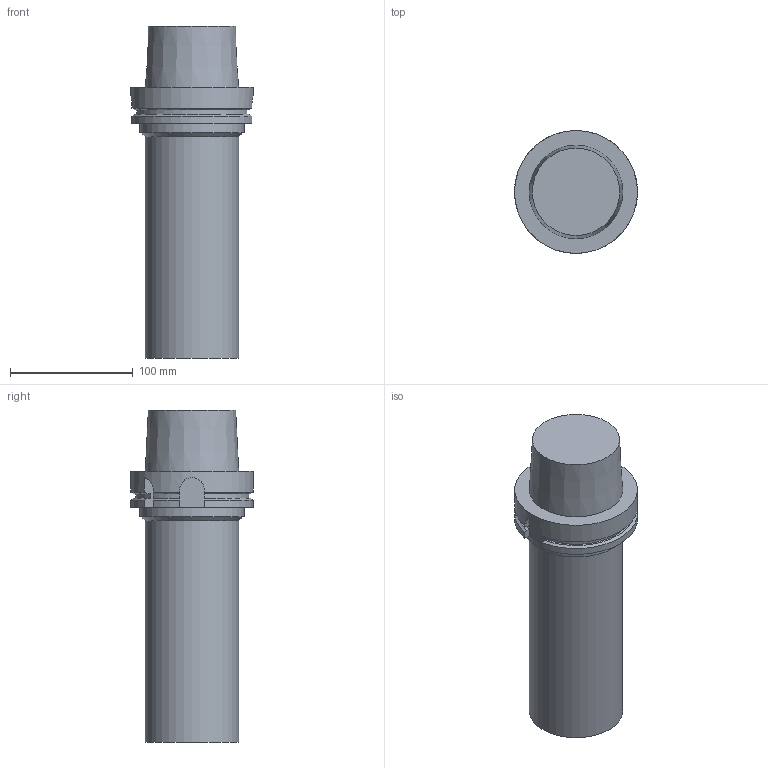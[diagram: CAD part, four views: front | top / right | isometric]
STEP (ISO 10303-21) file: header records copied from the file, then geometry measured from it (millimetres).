
FILE_DESCRIPTION((''),'1');
FILE_NAME('HSK-A100-SDF57-76-220.stp','2022-10-03T04:50:05',(''),(''),'Spatial Interop R21 SP3','Kubotek KeyCreator 2011 V10.0.2 (22737)',' ');
FILE_SCHEMA(('automotive_design'));
Length unit declared in the file: millimetre
Products named in the file (1): 240[2]
Bounding box: 100 x 100 x 270 mm (x, y, z)
Volume: 1306228.3 mm3; surface area: 82982.4 mm2
Topology: 1 solids, 1 shells, 41 faces, 107 edges, 71 vertices
Faces by surface type: plane 20, cylinder 13, cone 8
Full cylindrical faces by diameter (mm): 76 x1, 85 x1, 100 x1
Entity records: 2338 total; most frequent: CARTESIAN_POINT 337, DIRECTION 203, ORIENTED_EDGE 202, PRESENTATION_STYLE_ASSIGNMENT 185, COLOUR_RGB 185, STYLED_ITEM 143, CURVE_STYLE 143, DRAUGHTING_PRE_DEFINED_CURVE_FONT 143
